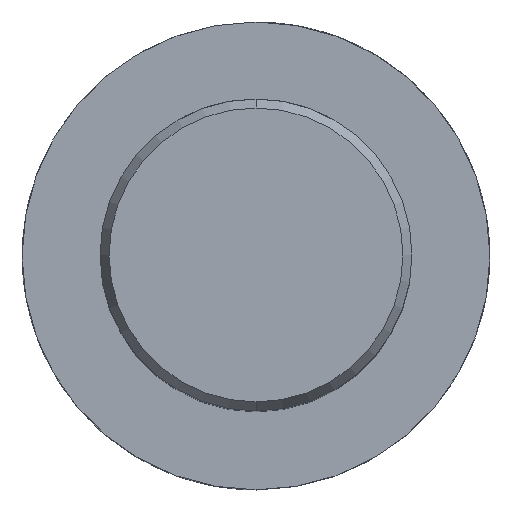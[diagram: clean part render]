
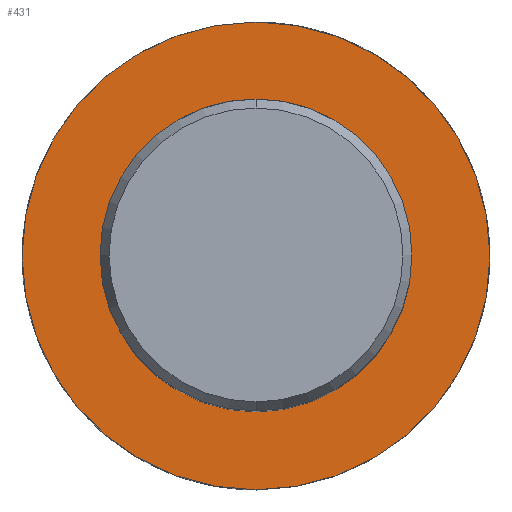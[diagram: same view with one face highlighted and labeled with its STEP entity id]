
A CAD part, top view. The second image highlights one B-rep face of the part: STEP entity #431.
In plain terms, the highlighted planar face has unit normal (0, 0, 1).
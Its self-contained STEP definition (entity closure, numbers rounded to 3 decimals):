
#431=ADVANCED_FACE('',(#1242,#1243),#1244,.T.);
#467=VERTEX_POINT('',#1285);
#515=EDGE_CURVE('',#961,#467,#1339,.T.);
#697=VERTEX_POINT('',#1535);
#753=EDGE_CURVE('',#1077,#697,#1597,.T.);
#857=EDGE_CURVE('',#697,#1077,#1712,.T.);
#961=VERTEX_POINT('',#1829);
#1077=VERTEX_POINT('',#1953);
#1195=EDGE_CURVE('',#467,#961,#2079,.T.);
#1242=FACE_BOUND('',#2129,.T.);
#1243=FACE_OUTER_BOUND('',#2130,.T.);
#1244=PLANE('',#2131);
#1285=CARTESIAN_POINT('',(0.,-20.0,-70.0));
#1339=CIRCLE('',#2286,20.0);
#1535=CARTESIAN_POINT('',(0.0,30.0,-70.0));
#1597=CIRCLE('',#3269,30.0);
#1712=CIRCLE('',#3878,30.0);
#1829=CARTESIAN_POINT('',(0.0,20.0,-70.0));
#1953=CARTESIAN_POINT('',(0.,-30.0,-70.0));
#2079=CIRCLE('',#5344,20.0);
#2129=EDGE_LOOP('',(#5542,#5543));
#2130=EDGE_LOOP('',(#5544,#5545));
#2131=AXIS2_PLACEMENT_3D('',#5546,#5547,#5548);
#2286=AXIS2_PLACEMENT_3D('',#5702,#5703,#5704);
#3269=AXIS2_PLACEMENT_3D('',#5958,#5959,#5960);
#3878=AXIS2_PLACEMENT_3D('',#6082,#6083,#6084);
#5344=AXIS2_PLACEMENT_3D('',#6458,#6459,#6460);
#5542=ORIENTED_EDGE('',*,*,#515,.T.);
#5543=ORIENTED_EDGE('',*,*,#1195,.T.);
#5544=ORIENTED_EDGE('',*,*,#857,.F.);
#5545=ORIENTED_EDGE('',*,*,#753,.F.);
#5546=CARTESIAN_POINT('',(0.0,15.0,-70.0));
#5547=DIRECTION('',(-0.0,0.0,1.0));
#5548=DIRECTION('',(0.0,-1.0,0.0));
#5702=CARTESIAN_POINT('',(0.0,0.0,-70.0));
#5703=DIRECTION('',(-0.0,0.0,-1.0));
#5704=DIRECTION('',(0.0,1.0,0.0));
#5958=CARTESIAN_POINT('',(0.0,0.0,-70.0));
#5959=DIRECTION('',(0.0,0.0,-1.0));
#5960=DIRECTION('',(0.0,1.0,0.0));
#6082=CARTESIAN_POINT('',(0.0,0.0,-70.0));
#6083=DIRECTION('',(0.0,0.0,-1.0));
#6084=DIRECTION('',(0.0,1.0,0.0));
#6458=CARTESIAN_POINT('',(0.0,0.0,-70.0));
#6459=DIRECTION('',(-0.0,0.0,-1.0));
#6460=DIRECTION('',(0.0,1.0,0.0));
